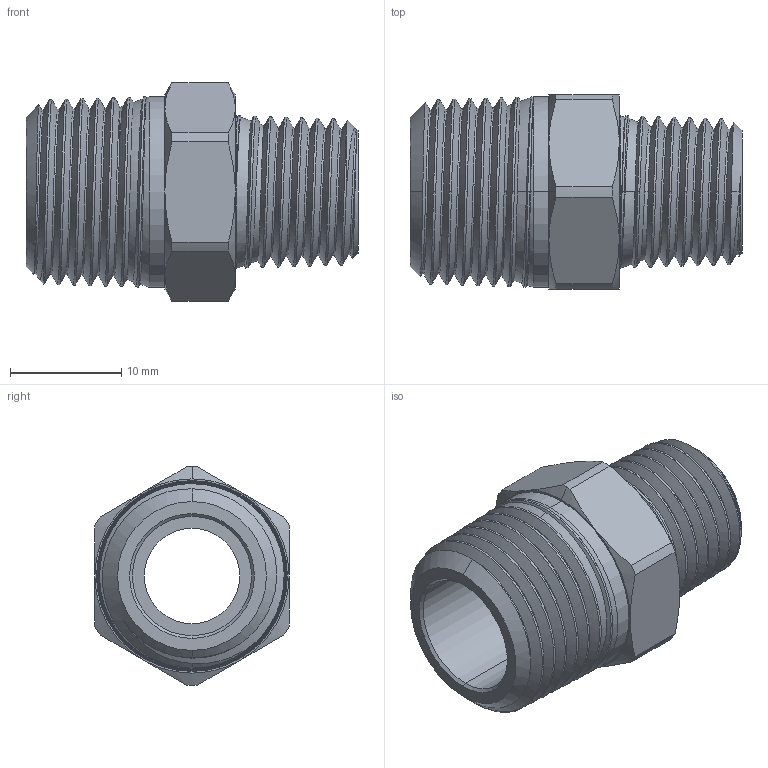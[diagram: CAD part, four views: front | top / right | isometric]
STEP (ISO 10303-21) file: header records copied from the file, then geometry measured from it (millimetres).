
FILE_DESCRIPTION(/* description */ (''),/* implementation_level */ '2;1');
FILE_NAME(/* name */ '123-N2-N3.stp',/* time_stamp */ '2024-01-23T10:15:30-05:00',/* author */ ('esanner'),/* organization */ (''),/* preprocessor_version */ 'ST-DEVELOPER v19',/* originating_system */ 'AutoCAD Mechanical',/* authorisation */ '');
FILE_SCHEMA (('AUTOMOTIVE_DESIGN { 1 0 10303 214 3 1 1 }'));
Length unit declared in the file: millimetre
Products named in the file (2): Product; 123-N2-N3
Assembly tree (1 placements, depth 2):
  Product
    123-N2-N3
Bounding box: 29.83 x 17.46 x 19.64 mm (x, y, z)
Volume: 3318.9 mm3; surface area: 3198 mm2
Topology: 1 solids, 1 shells, 94 faces, 245 edges, 156 vertices
Faces by surface type: cone 65, cylinder 12, plane 11, bspline 6
Full cylindrical faces by diameter (mm): 8.572 x1, 13.716 x1
Entity records: 10211 total; most frequent: CARTESIAN_POINT 8092, ORIENTED_EDGE 492, DIRECTION 362, EDGE_CURVE 246, VERTEX_POINT 157, AXIS2_PLACEMENT_3D 147, EDGE_LOOP 99, B_SPLINE_CURVE_WITH_KNOTS 98
